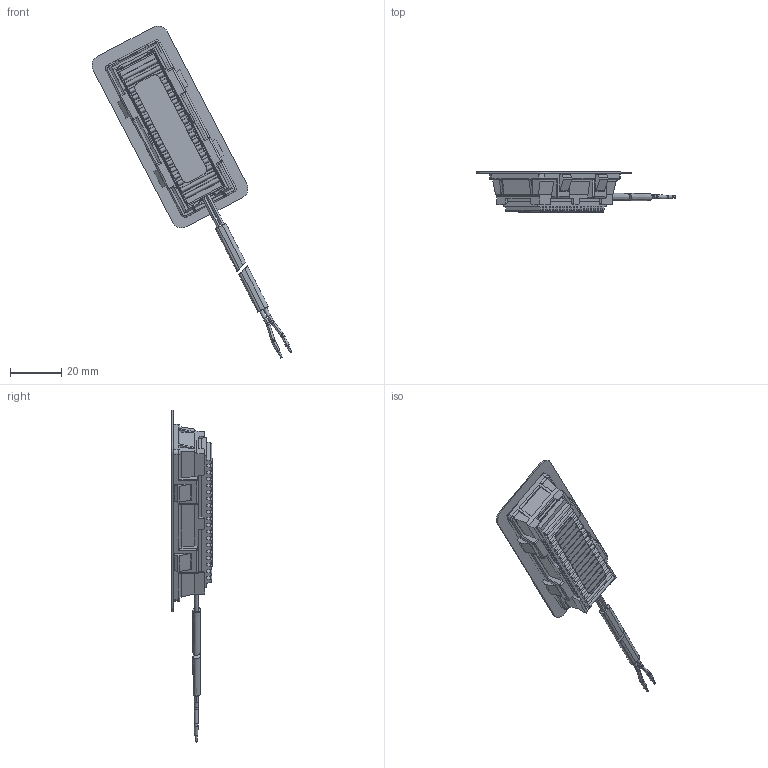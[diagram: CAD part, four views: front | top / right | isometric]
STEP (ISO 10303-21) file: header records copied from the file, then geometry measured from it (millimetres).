
FILE_DESCRIPTION(('Creo Elements/Direct Modeling STEP Export'),'2;1');
FILE_NAME('REVO_S_12V.stp','2019-02-20T15:25:00',(''),(''),'Creo Elements/Direct Modeling STEP processor for AP214 (Solid Model)','Creo Elements/Direct Modeling 20.0B 07-Aug-2017 (C) Parametric Technology GmbH','');
FILE_SCHEMA(('AUTOMOTIVE_DESIGN { 1 0 10303 214 1 1 1 1 }'));
Length unit declared in the file: millimetre
Products named in the file (7): CASING; dissipatore; cavo_bip.1; cavo_bip; cavo_conn; 1-CORNICE_RETT-33760.PRT; REVO_S_12V
Assembly tree (6 placements, depth 3):
  REVO_S_12V
    1-CORNICE_RETT-33760.PRT
    cavo_conn
      cavo_bip
      cavo_bip.1
    dissipatore
    CASING
Bounding box: 77.92 x 15.68 x 129.43 mm (x, y, z)
Volume: 11143.1 mm3; surface area: 18578.7 mm2
Topology: 6 solids, 6 shells, 2422 faces, 6783 edges, 4428 vertices
Faces by surface type: plane 1941, cylinder 392, torus 28, sphere 25, extrusion 20, bspline 12, cone 4
Entity records: 79699 total; most frequent: CARTESIAN_POINT 16032, ORIENTED_EDGE 13516, DIRECTION 12069, EDGE_CURVE 6748, VECTOR 5831, LINE 5811, VERTEX_POINT 4428, AXIS2_PLACEMENT_3D 3119
